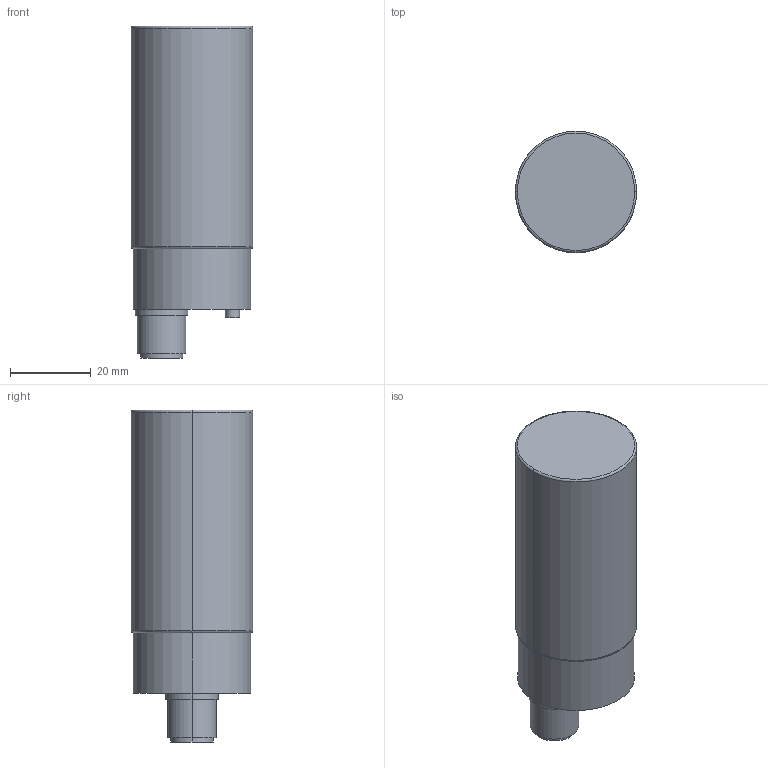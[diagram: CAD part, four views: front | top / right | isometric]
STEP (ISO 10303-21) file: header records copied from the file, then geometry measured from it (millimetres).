
FILE_DESCRIPTION((''),'2;1');
FILE_NAME('DM_CAD-2011_KAPAZITIVER_SENSOR','2014-09-09T',('Creinig-se'),(''),'PRO/ENGINEER BY PARAMETRIC TECHNOLOGY CORPORATION, 2013050','PRO/ENGINEER BY PARAMETRIC TECHNOLOGY CORPORATION, 2013050','');
FILE_SCHEMA(('CONFIG_CONTROL_DESIGN'));
Length unit declared in the file: millimetre
Products named in the file (1): DM_CAD-2011_KAPAZITIVER_SENSOR
Bounding box: 30 x 30 x 82 mm (x, y, z)
Volume: 49694.6 mm3; surface area: 8714.9 mm2
Topology: 1 solids, 1 shells, 40 faces, 139 edges, 124 vertices
Faces by surface type: cylinder 24, plane 12, torus 4
Entity records: 2307 total; most frequent: DIRECTION 291, CARTESIAN_POINT 230, PRESENTATION_STYLE_ASSIGNMENT 175, ORIENTED_EDGE 156, STYLED_ITEM 153, CURVE_STYLE 146, AXIS2_PLACEMENT_3D 111, EDGE_CURVE 78
